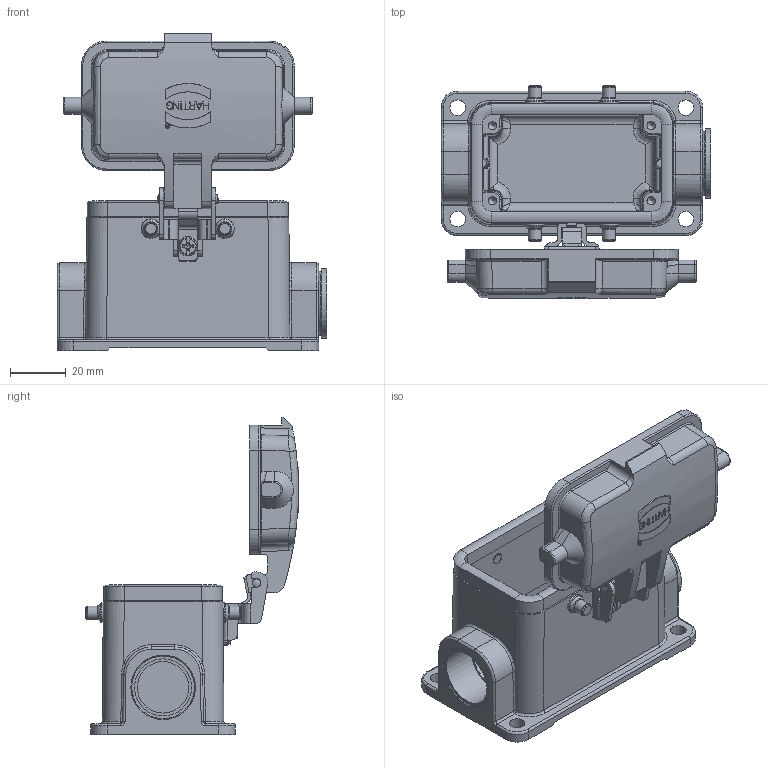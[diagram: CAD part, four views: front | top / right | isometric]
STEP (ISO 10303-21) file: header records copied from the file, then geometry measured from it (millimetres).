
FILE_DESCRIPTION((''),'2;1');
FILE_NAME('05300102272.stp','2020-07-07T13:31:49',('e.eickhoff'),(''),'Autodesk Inventor 2012','Autodesk Inventor 2012','');
FILE_SCHEMA(('AUTOMOTIVE_DESIGN { 1 0 10303 214 1 1 1 1 }'));
Length unit declared in the file: millimetre
Products named in the file (4): 05300102272; M20-PG16 Adapter; KBRM20
Assembly tree (4 placements, depth 2):
  05300102272
    05300102272
    M20-PG16 Adapter  x2
    KBRM20
Bounding box: 97 x 76.82 x 114 mm (x, y, z)
Volume: 93530.7 mm3; surface area: 56229.4 mm2
Topology: 5 solids, 5 shells, 883 faces, 2612 edges, 2044 vertices
Faces by surface type: plane 430, cylinder 258, bspline 94, torus 58, cone 37, sphere 6
Full cylindrical faces by diameter (mm): 1.52 x1, 1.68 x1, 3 x6, 3.3 x1, 4 x4, 4.8 x4, 5.6 x4, 7 x5, 18.5 x2, 20.5 x3, 22.5 x2, 23 x3, 25 x1
Entity records: 36315 total; most frequent: CARTESIAN_POINT 12841, ORIENTED_EDGE 4526, DIRECTION 4384, EDGE_CURVE 2263, VERTEX_POINT 1550, AXIS2_PLACEMENT_3D 1504, VECTOR 1376, LINE 1376
